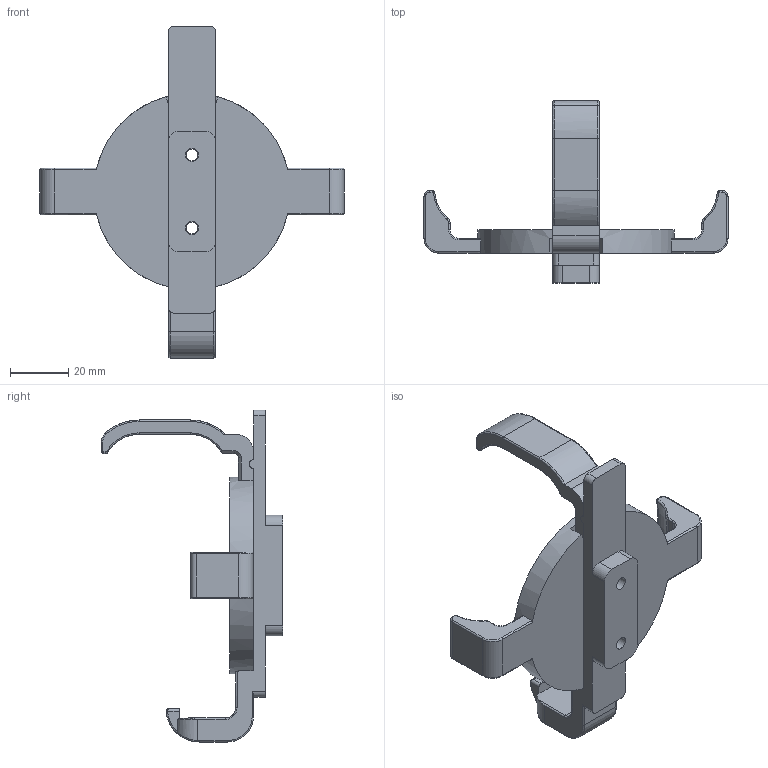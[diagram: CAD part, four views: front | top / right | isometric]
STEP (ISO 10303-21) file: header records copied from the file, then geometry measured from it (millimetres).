
FILE_DESCRIPTION(/* description */ (''),/* implementation_level */ '2;1');
FILE_NAME(/* name */ 'dot-g3-mount.step',/* time_stamp */ '2020-10-17T13:02:23-04:00',/* author */ (''),/* organization */ (''),/* preprocessor_version */ 'ST-DEVELOPER v18.1',/* originating_system */ 'Autodesk Translation Framework v9.3.0.1241',/* authorisation */ '');
FILE_SCHEMA (('AUTOMOTIVE_DESIGN { 1 0 10303 214 3 1 1 }'));
Length unit declared in the file: millimetre
Products named in the file (1): (Unsaved)
Bounding box: 104 x 62.2 x 113.55 mm (x, y, z)
Volume: 53620.8 mm3; surface area: 22886.9 mm2
Topology: 3 solids, 3 shells, 209 faces, 519 edges, 314 vertices
Faces by surface type: cylinder 78, plane 57, bspline 42, torus 26, cone 6
Full cylindrical faces by diameter (mm): 4.4 x2, 10 x2, 67.236 x1
Entity records: 7583 total; most frequent: CARTESIAN_POINT 2774, ORIENTED_EDGE 1030, DIRECTION 956, EDGE_CURVE 515, AXIS2_PLACEMENT_3D 372, VERTEX_POINT 314, EDGE_LOOP 219, LINE 212
